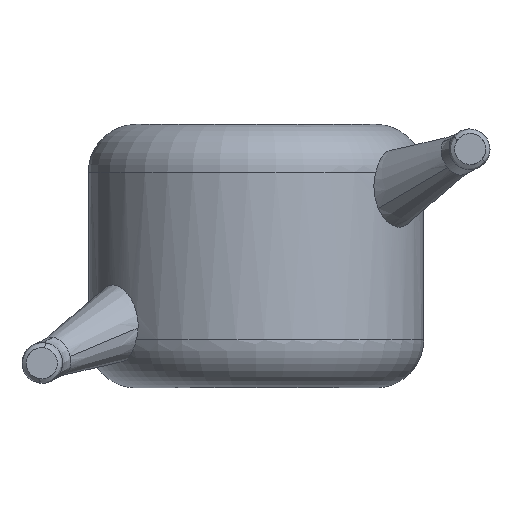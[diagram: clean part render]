
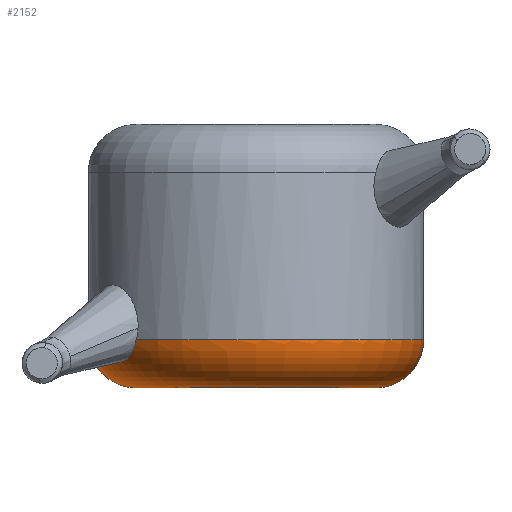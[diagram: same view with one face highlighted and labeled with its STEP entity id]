
A CAD part, front view. The second image highlights one B-rep face of the part: STEP entity #2152.
In plain terms, the highlighted toroidal (fillet/blend) face has major radius 2.5 mm and minor radius 1 mm.
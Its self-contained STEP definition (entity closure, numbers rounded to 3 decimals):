
#4 = CIRCLE ( 'NONE', #523, 3.5 ) ;
#14 = CARTESIAN_POINT ( 'NONE',  ( -2.539, -2.41, 0.858 ) ) ;
#85 = EDGE_CURVE ( 'NONE', #1345, #2047, #4028, .T. ) ;
#118 = CARTESIAN_POINT ( 'NONE',  ( -3.273, -1.239, 1. ) ) ;
#244 = CARTESIAN_POINT ( 'NONE',  ( 0., 0., 1. ) ) ;
#307 = CARTESIAN_POINT ( 'NONE',  ( -3.238, -1.313, 0.874 ) ) ;
#348 = CARTESIAN_POINT ( 'NONE',  ( -2.501, -2.449, 1. ) ) ;
#505 = DIRECTION ( 'NONE',  ( 0., 0., 1. ) ) ;
#523 = AXIS2_PLACEMENT_3D ( 'NONE', #2111, #1133, #1425 ) ;
#524 = ORIENTED_EDGE ( 'NONE', *, *, #820, .F. ) ;
#532 = ORIENTED_EDGE ( 'NONE', *, *, #3584, .F. ) ;
#611 = TOROIDAL_SURFACE ( 'NONE', #2723, 2.5, 1. ) ;
#620 = CARTESIAN_POINT ( 'NONE',  ( -2.5, 0., 0. ) ) ;
#743 = AXIS2_PLACEMENT_3D ( 'NONE', #2130, #2459, #3460 ) ;
#820 = EDGE_CURVE ( 'NONE', #2288, #1345, #2960, .T. ) ;
#868 = EDGE_CURVE ( 'NONE', #989, #2926, #4, .T. ) ;
#989 = VERTEX_POINT ( 'NONE', #3905 ) ;
#1006 = CARTESIAN_POINT ( 'NONE',  ( 3.5, 0., 1. ) ) ;
#1133 = DIRECTION ( 'NONE',  ( 0., 0., 1. ) ) ;
#1201 = EDGE_LOOP ( 'NONE', ( #1827, #524, #1549, #3487, #3323, #532 ) ) ;
#1288 = CARTESIAN_POINT ( 'NONE',  ( -2.696, -2.091, 0.577 ) ) ;
#1345 = VERTEX_POINT ( 'NONE', #620 ) ;
#1391 = CARTESIAN_POINT ( 'NONE',  ( 2.5, 0., 1. ) ) ;
#1425 = DIRECTION ( 'NONE',  ( 1., 0., 0. ) ) ;
#1549 = ORIENTED_EDGE ( 'NONE', *, *, #4057, .T. ) ;
#1827 = ORIENTED_EDGE ( 'NONE', *, *, #85, .F. ) ;
#1879 = DIRECTION ( 'NONE',  ( 0., 0., 1. ) ) ;
#1912 = AXIS2_PLACEMENT_3D ( 'NONE', #244, #505, #2819 ) ;
#1980 = CARTESIAN_POINT ( 'NONE',  ( -3.027, -1.588, 0.591 ) ) ;
#2046 = CARTESIAN_POINT ( 'NONE',  ( -3.5, 0., 1. ) ) ;
#2047 = VERTEX_POINT ( 'NONE', #2046 ) ;
#2111 = CARTESIAN_POINT ( 'NONE',  ( 0., 0., 1. ) ) ;
#2130 = CARTESIAN_POINT ( 'NONE',  ( 0., 0., 0. ) ) ;
#2152 = ADVANCED_FACE ( 'NONE', ( #2798 ), #611, .T. ) ;
#2212 = CIRCLE ( 'NONE', #1912, 3.5 ) ;
#2218 = CARTESIAN_POINT ( 'NONE',  ( -2.768, -1.957, 0.537 ) ) ;
#2288 = VERTEX_POINT ( 'NONE', #4209 ) ;
#2455 = AXIS2_PLACEMENT_3D ( 'NONE', #1391, #3708, #4039 ) ;
#2459 = DIRECTION ( 'NONE',  ( 0., 0., -1. ) ) ;
#2566 = EDGE_CURVE ( 'NONE', #3089, #989, #3875, .T. ) ;
#2614 = CARTESIAN_POINT ( 'NONE',  ( -3.145, -1.441, 0.713 ) ) ;
#2723 = AXIS2_PLACEMENT_3D ( 'NONE', #3486, #1879, #2911 ) ;
#2798 = FACE_OUTER_BOUND ( 'NONE', #1201, .T. ) ;
#2819 = DIRECTION ( 'NONE',  ( 1., 0., 0. ) ) ;
#2879 = CARTESIAN_POINT ( 'NONE',  ( -3.26, -1.275, 0.935 ) ) ;
#2911 = DIRECTION ( 'NONE',  ( 1., 0., 0. ) ) ;
#2912 = AXIS2_PLACEMENT_3D ( 'NONE', #3607, #2924, #2966 ) ;
#2924 = DIRECTION ( 'NONE',  ( 0., 1., 0. ) ) ;
#2926 = VERTEX_POINT ( 'NONE', #1006 ) ;
#2960 = CIRCLE ( 'NONE', #743, 2.5 ) ;
#2966 = DIRECTION ( 'NONE',  ( -1., 0., 0. ) ) ;
#3089 = VERTEX_POINT ( 'NONE', #118 ) ;
#3272 = CARTESIAN_POINT ( 'NONE',  ( -2.935, -1.704, 0.544 ) ) ;
#3323 = ORIENTED_EDGE ( 'NONE', *, *, #2566, .F. ) ;
#3460 = DIRECTION ( 'NONE',  ( 1., 0., 0. ) ) ;
#3486 = CARTESIAN_POINT ( 'NONE',  ( 0., 0., 1. ) ) ;
#3487 = ORIENTED_EDGE ( 'NONE', *, *, #868, .F. ) ;
#3584 = EDGE_CURVE ( 'NONE', #2047, #3089, #2212, .T. ) ;
#3607 = CARTESIAN_POINT ( 'NONE',  ( -2.5, 0., 1. ) ) ;
#3610 = CARTESIAN_POINT ( 'NONE',  ( -2.582, -2.318, 0.735 ) ) ;
#3632 = CARTESIAN_POINT ( 'NONE',  ( -3.273, -1.239, 1. ) ) ;
#3708 = DIRECTION ( 'NONE',  ( 0., -1., 0. ) ) ;
#3875 = B_SPLINE_CURVE_WITH_KNOTS ( 'NONE', 3,
 ( #3632, #2879, #307, #3965, #2614, #1980, #3272, #2218, #1288, #3610, #14, #348 ),
 .UNSPECIFIED., .F., .F.,
 ( 4, 2, 2, 2, 2, 4 ),
 ( 0., 0., 0., 0.001, 0.001, 0.002 ),
 .UNSPECIFIED. ) ;
#3905 = CARTESIAN_POINT ( 'NONE',  ( -2.501, -2.449, 1. ) ) ;
#3965 = CARTESIAN_POINT ( 'NONE',  ( -3.181, -1.396, 0.763 ) ) ;
#4015 = CIRCLE ( 'NONE', #2455, 1. ) ;
#4028 = CIRCLE ( 'NONE', #2912, 1. ) ;
#4039 = DIRECTION ( 'NONE',  ( 0., 0., -1. ) ) ;
#4057 = EDGE_CURVE ( 'NONE', #2288, #2926, #4015, .T. ) ;
#4209 = CARTESIAN_POINT ( 'NONE',  ( 2.5, 0., 0. ) ) ;
